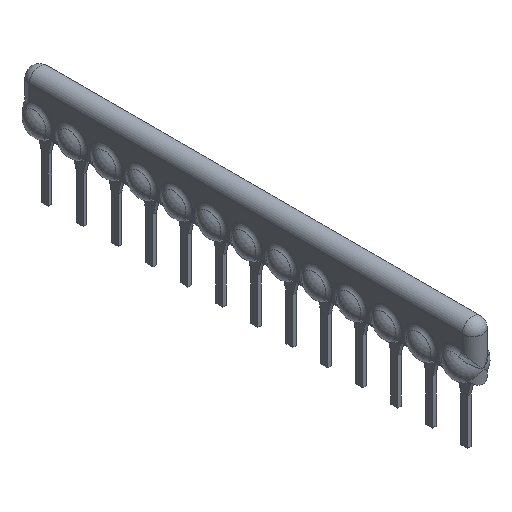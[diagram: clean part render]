
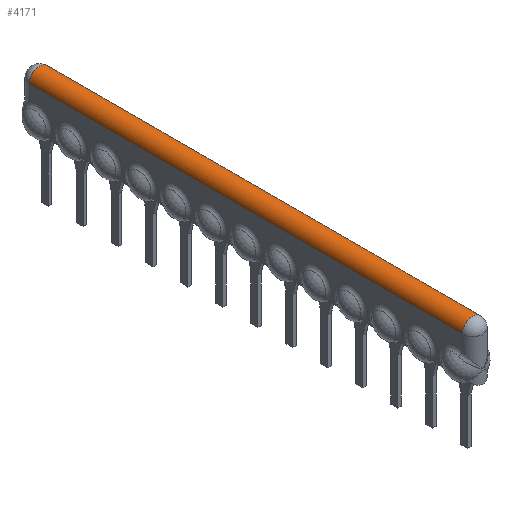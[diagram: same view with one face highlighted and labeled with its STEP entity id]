
A CAD part, isometric view. The second image highlights one B-rep face of the part: STEP entity #4171.
In plain terms, the highlighted cylindrical face has radius 0.75 mm (diameter 1.5 mm), a partial arc.
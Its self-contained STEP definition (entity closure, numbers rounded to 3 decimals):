
#512=DIRECTION('',(0.,1.,0.));
#513=VECTOR('',#512,31.47);
#514=CARTESIAN_POINT('',(0.75,0.75,2.195));
#515=LINE('',#514,#513);
#719=CARTESIAN_POINT('',(0.,32.22,2.195));
#720=DIRECTION('',(0.,-1.,0.));
#721=DIRECTION('',(1.,0.,0.));
#722=AXIS2_PLACEMENT_3D('',#719,#720,#721);
#724=CARTESIAN_POINT('',(0.,0.75,2.195));
#725=DIRECTION('',(0.,-1.,0.));
#726=DIRECTION('',(1.,0.,0.));
#727=AXIS2_PLACEMENT_3D('',#724,#725,#726);
#729=DIRECTION('',(0.,1.,0.));
#730=VECTOR('',#729,31.47);
#731=CARTESIAN_POINT('',(-0.75,0.75,2.195));
#732=LINE('',#731,#730);
#2699=CARTESIAN_POINT('',(0.75,0.75,2.195));
#2700=CARTESIAN_POINT('',(-0.75,0.75,2.195));
#2701=VERTEX_POINT('',#2699);
#2702=VERTEX_POINT('',#2700);
#3234=CARTESIAN_POINT('',(-0.75,32.22,2.195));
#3235=VERTEX_POINT('',#3234);
#3236=CARTESIAN_POINT('',(0.75,32.22,2.195));
#3237=VERTEX_POINT('',#3236);
#4158=CARTESIAN_POINT('',(0.,0.,2.195));
#4159=DIRECTION('',(0.,1.,0.));
#4160=DIRECTION('',(-1.,0.,0.));
#4161=AXIS2_PLACEMENT_3D('',#4158,#4159,#4160);
#4162=CYLINDRICAL_SURFACE('',#4161,0.75);
#4164=ORIENTED_EDGE('',*,*,#4163,.F.);
#4165=ORIENTED_EDGE('',*,*,#3922,.F.);
#4167=ORIENTED_EDGE('',*,*,#4166,.T.);
#4168=ORIENTED_EDGE('',*,*,#4115,.T.);
#4169=EDGE_LOOP('',(#4164,#4165,#4167,#4168));
#4170=FACE_OUTER_BOUND('',#4169,.F.);
#723=CIRCLE('',#722,0.75);
#728=CIRCLE('',#727,0.75);
#3922=EDGE_CURVE('',#2701,#3237,#515,.T.);
#4115=EDGE_CURVE('',#2702,#3235,#732,.T.);
#4163=EDGE_CURVE('',#3237,#3235,#723,.T.);
#4166=EDGE_CURVE('',#2701,#2702,#728,.T.);
#4171=ADVANCED_FACE('',(#4170),#4162,.T.);
